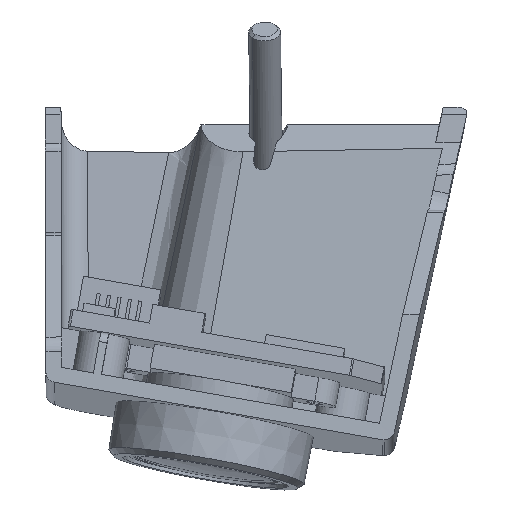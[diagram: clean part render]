
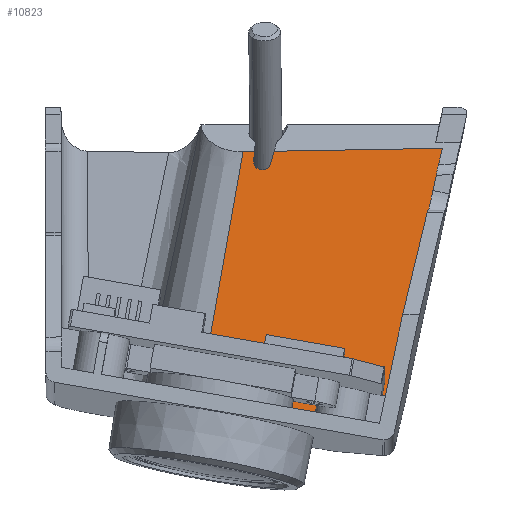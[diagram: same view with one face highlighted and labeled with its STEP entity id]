
A CAD part, front view. The second image highlights one B-rep face of the part: STEP entity #10823.
In plain terms, the highlighted planar face has unit normal (0.005, -0.993, 0.122).
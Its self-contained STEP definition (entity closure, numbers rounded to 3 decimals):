
#13 = VERTEX_POINT ( 'NONE', #2876 ) ;
#167 = EDGE_CURVE ( 'NONE', #11792, #8600, #7063, .T. ) ;
#303 = VERTEX_POINT ( 'NONE', #563 ) ;
#563 = CARTESIAN_POINT ( 'NONE',  ( 2.798, 8.842, 52.335 ) ) ;
#821 = EDGE_LOOP ( 'NONE', ( #2261, #11147, #5922, #5382, #1321, #8336, #9526, #2807, #3178 ) ) ;
#952 = CARTESIAN_POINT ( 'NONE',  ( 0.285, 7.834, 44.198 ) ) ;
#978 = CARTESIAN_POINT ( 'NONE',  ( -2.598, 5.831, 27.963 ) ) ;
#1216 = VERTEX_POINT ( 'NONE', #6749 ) ;
#1321 = ORIENTED_EDGE ( 'NONE', *, *, #9050, .F. ) ;
#1679 = CARTESIAN_POINT ( 'NONE',  ( -2.598, 5.831, 27.963 ) ) ;
#1944 = EDGE_CURVE ( 'NONE', #1216, #11792, #2121, .T. ) ;
#2121 = LINE ( 'NONE', #11247, #6827 ) ;
#2261 = ORIENTED_EDGE ( 'NONE', *, *, #1944, .F. ) ;
#2283 = VERTEX_POINT ( 'NONE', #2494 ) ;
#2494 = CARTESIAN_POINT ( 'NONE',  ( 4.644, 8.855, 52.366 ) ) ;
#2578 = CARTESIAN_POINT ( 'NONE',  ( 11.305, 5.6, 25.522 ) ) ;
#2807 = ORIENTED_EDGE ( 'NONE', *, *, #3911, .F. ) ;
#2876 = CARTESIAN_POINT ( 'NONE',  ( 2.723, 8.737, 51.482 ) ) ;
#2891 = CARTESIAN_POINT ( 'NONE',  ( 2.441, 8.839, 52.329 ) ) ;
#2985 =( BOUNDED_CURVE ( )  B_SPLINE_CURVE ( 3, ( #9941, #4658, #5379, #3743 ),
 .UNSPECIFIED., .F., .T. ) 
 B_SPLINE_CURVE_WITH_KNOTS ( ( 4, 4 ),
 ( 1.623, 4.59 ),
 .UNSPECIFIED. ) 
 CURVE ( )  GEOMETRIC_REPRESENTATION_ITEM ( )  RATIONAL_B_SPLINE_CURVE ( ( 1., 0.391, 0.391, 1. ) ) 
 REPRESENTATION_ITEM ( '' )  );
#3178 = ORIENTED_EDGE ( 'NONE', *, *, #167, .F. ) ;
#3459 = CARTESIAN_POINT ( 'NONE',  ( 1.726, 8.835, 52.316 ) ) ;
#3480 = FACE_OUTER_BOUND ( 'NONE', #821, .T. ) ;
#3664 = CARTESIAN_POINT ( 'NONE',  ( 4.644, 8.855, 52.366 ) ) ;
#3707 = VERTEX_POINT ( 'NONE', #8247 ) ;
#3743 = CARTESIAN_POINT ( 'NONE',  ( 4.329, 8.71, 51.2 ) ) ;
#3911 = EDGE_CURVE ( 'NONE', #8600, #6332, #7355, .T. ) ;
#4069 = EDGE_CURVE ( 'NONE', #303, #6332, #8937, .T. ) ;
#4157 = CARTESIAN_POINT ( 'NONE',  ( 20.52, 8.966, 52.638 ) ) ;
#4371 = DIRECTION ( 'NONE',  ( -0.985, 0.016, 0.173 ) ) ;
#4495 = CARTESIAN_POINT ( 'NONE',  ( 4.329, 8.71, 51.2 ) ) ;
#4634 = DIRECTION ( 'NONE',  ( 1., 0.007, 0.017 ) ) ;
#4658 = CARTESIAN_POINT ( 'NONE',  ( 2.602, 8.568, 50.108 ) ) ;
#4705 = CARTESIAN_POINT ( 'NONE',  ( 1.726, 8.835, 52.316 ) ) ;
#5207 = EDGE_CURVE ( 'NONE', #2283, #3707, #7444, .T. ) ;
#5379 = CARTESIAN_POINT ( 'NONE',  ( 3.97, 8.546, 49.868 ) ) ;
#5382 = ORIENTED_EDGE ( 'NONE', *, *, #6363, .F. ) ;
#5397 = LINE ( 'NONE', #4495, #6849 ) ;
#5922 = ORIENTED_EDGE ( 'NONE', *, *, #5207, .F. ) ;
#6180 = EDGE_CURVE ( 'NONE', #3707, #1216, #11360, .T. ) ;
#6332 = VERTEX_POINT ( 'NONE', #3459 ) ;
#6363 = EDGE_CURVE ( 'NONE', #8046, #2283, #5397, .T. ) ;
#6434 = AXIS2_PLACEMENT_3D ( 'NONE', #9023, #7932, #7873 ) ;
#6557 = CARTESIAN_POINT ( 'NONE',  ( 2.084, 8.837, 52.322 ) ) ;
#6749 = CARTESIAN_POINT ( 'NONE',  ( 15.336, 5.975, 28.421 ) ) ;
#6827 = VECTOR ( 'NONE', #11191, 1000. ) ;
#6849 = VECTOR ( 'NONE', #8151, 1000. ) ;
#6905 = CARTESIAN_POINT ( 'NONE',  ( 4.329, 8.71, 51.2 ) ) ;
#7022 = PLANE ( 'NONE',  #6434 ) ;
#7063 = LINE ( 'NONE', #8928, #9515 ) ;
#7355 = B_SPLINE_CURVE_WITH_KNOTS ( 'NONE', 3,
 ( #1679, #10102, #952, #4705 ),
 .UNSPECIFIED., .F., .F.,
 ( 4, 4 ),
 ( 0., 1. ),
 .UNSPECIFIED. ) ;
#7444 = LINE ( 'NONE', #3664, #11730 ) ;
#7736 = DIRECTION ( 'NONE',  ( -0.087, -0.122, -0.989 ) ) ;
#7789 = VECTOR ( 'NONE', #7736, 1000. ) ;
#7873 = DIRECTION ( 'NONE',  ( 0., 0.122, 0.993 ) ) ;
#7932 = DIRECTION ( 'NONE',  ( -0.005, 0.993, -0.122 ) ) ;
#8046 = VERTEX_POINT ( 'NONE', #6905 ) ;
#8151 = DIRECTION ( 'NONE',  ( 0.259, 0.119, 0.959 ) ) ;
#8247 = CARTESIAN_POINT ( 'NONE',  ( 20.52, 8.966, 52.638 ) ) ;
#8336 = ORIENTED_EDGE ( 'NONE', *, *, #10051, .F. ) ;
#8427 = CARTESIAN_POINT ( 'NONE',  ( 1.726, 8.835, 52.316 ) ) ;
#8600 = VERTEX_POINT ( 'NONE', #978 ) ;
#8782 = DIRECTION ( 'NONE',  ( -0.208, -0.12, -0.971 ) ) ;
#8928 = CARTESIAN_POINT ( 'NONE',  ( -2.598, 5.831, 27.963 ) ) ;
#8937 = B_SPLINE_CURVE_WITH_KNOTS ( 'NONE', 3,
 ( #9494, #2891, #6557, #8427 ),
 .UNSPECIFIED., .F., .F.,
 ( 4, 4 ),
 ( 0., 1. ),
 .UNSPECIFIED. ) ;
#9023 = CARTESIAN_POINT ( 'NONE',  ( -4.037, 5.855, 28.215 ) ) ;
#9050 = EDGE_CURVE ( 'NONE', #13, #8046, #2985, .T. ) ;
#9480 = VECTOR ( 'NONE', #8782, 1000. ) ;
#9494 = CARTESIAN_POINT ( 'NONE',  ( 2.798, 8.842, 52.335 ) ) ;
#9515 = VECTOR ( 'NONE', #4371, 1000. ) ;
#9526 = ORIENTED_EDGE ( 'NONE', *, *, #4069, .T. ) ;
#9941 = CARTESIAN_POINT ( 'NONE',  ( 2.723, 8.737, 51.482 ) ) ;
#10051 = EDGE_CURVE ( 'NONE', #303, #13, #10269, .T. ) ;
#10102 = CARTESIAN_POINT ( 'NONE',  ( -1.157, 6.832, 36.081 ) ) ;
#10269 = LINE ( 'NONE', #11340, #7789 ) ;
#10823 = ADVANCED_FACE ( 'NONE', ( #3480 ), #7022, .F. ) ;
#11147 = ORIENTED_EDGE ( 'NONE', *, *, #6180, .F. ) ;
#11191 = DIRECTION ( 'NONE',  ( -0.81, -0.075, -0.582 ) ) ;
#11247 = CARTESIAN_POINT ( 'NONE',  ( 15.336, 5.975, 28.421 ) ) ;
#11340 = CARTESIAN_POINT ( 'NONE',  ( 2.798, 8.842, 52.335 ) ) ;
#11360 = LINE ( 'NONE', #4157, #9480 ) ;
#11730 = VECTOR ( 'NONE', #4634, 1000. ) ;
#11792 = VERTEX_POINT ( 'NONE', #2578 ) ;
